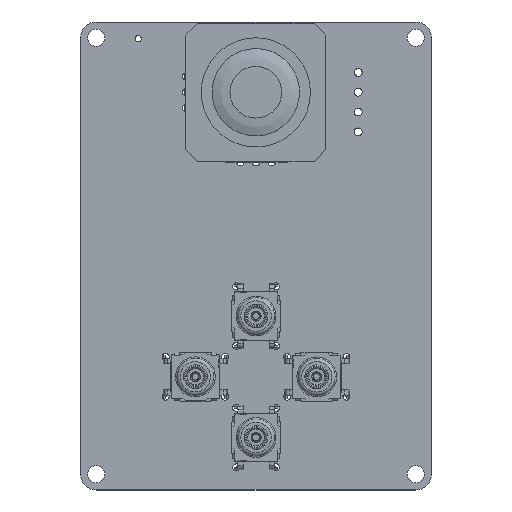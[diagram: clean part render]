
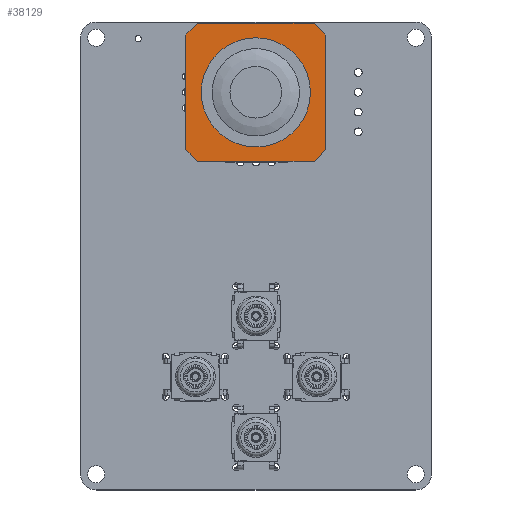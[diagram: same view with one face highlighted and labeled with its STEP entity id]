
A CAD part, top view. The second image highlights one B-rep face of the part: STEP entity #38129.
In plain terms, the highlighted planar face has unit normal (0, 0, 1).
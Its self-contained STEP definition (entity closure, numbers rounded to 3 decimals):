
#37853 = VERTEX_POINT('',#37854);
#37854 = CARTESIAN_POINT('',(13.35,8.975,5.55));
#37870 = EDGE_CURVE('',#37853,#37853,#37871,.T.);
#37871 = CIRCLE('',#37872,4.5);
#37872 = AXIS2_PLACEMENT_3D('',#37873,#37874,#37875);
#37873 = CARTESIAN_POINT('',(8.85,8.975,5.55));
#37874 = DIRECTION('',(0.,0.,-1.));
#37875 = DIRECTION('',(-1.,0.,0.));
#37896 = VERTEX_POINT('',#37897);
#37897 = CARTESIAN_POINT('',(0.,16.45,5.55));
#37903 = EDGE_CURVE('',#37904,#37896,#37906,.T.);
#37904 = VERTEX_POINT('',#37905);
#37905 = CARTESIAN_POINT('',(1.5,17.95,5.55));
#37906 = LINE('',#37907,#37908);
#37907 = CARTESIAN_POINT('',(0.,16.45,5.55));
#37908 = VECTOR('',#37909,1.);
#37909 = DIRECTION('',(-0.707,-0.707,0.));
#37934 = EDGE_CURVE('',#37935,#37904,#37937,.T.);
#37935 = VERTEX_POINT('',#37936);
#37936 = CARTESIAN_POINT('',(16.2,17.95,5.55));
#37937 = LINE('',#37938,#37939);
#37938 = CARTESIAN_POINT('',(16.2,17.95,5.55));
#37939 = VECTOR('',#37940,1.);
#37940 = DIRECTION('',(-1.,0.,0.));
#37965 = EDGE_CURVE('',#37966,#37935,#37968,.T.);
#37966 = VERTEX_POINT('',#37967);
#37967 = CARTESIAN_POINT('',(17.7,16.45,5.55));
#37968 = LINE('',#37969,#37970);
#37969 = CARTESIAN_POINT('',(16.2,17.95,5.55));
#37970 = VECTOR('',#37971,1.);
#37971 = DIRECTION('',(-0.707,0.707,0.));
#37996 = EDGE_CURVE('',#37997,#37966,#37999,.T.);
#37997 = VERTEX_POINT('',#37998);
#37998 = CARTESIAN_POINT('',(17.7,1.5,5.55));
#37999 = LINE('',#38000,#38001);
#38000 = CARTESIAN_POINT('',(17.7,1.5,5.55));
#38001 = VECTOR('',#38002,1.);
#38002 = DIRECTION('',(0.,1.,0.));
#38027 = EDGE_CURVE('',#38028,#37997,#38030,.T.);
#38028 = VERTEX_POINT('',#38029);
#38029 = CARTESIAN_POINT('',(16.2,0.,5.55));
#38030 = LINE('',#38031,#38032);
#38031 = CARTESIAN_POINT('',(16.2,0.,5.55));
#38032 = VECTOR('',#38033,1.);
#38033 = DIRECTION('',(0.707,0.707,0.));
#38058 = EDGE_CURVE('',#38059,#38028,#38061,.T.);
#38059 = VERTEX_POINT('',#38060);
#38060 = CARTESIAN_POINT('',(1.5,0.,5.55));
#38061 = LINE('',#38062,#38063);
#38062 = CARTESIAN_POINT('',(1.5,0.,5.55));
#38063 = VECTOR('',#38064,1.);
#38064 = DIRECTION('',(1.,0.,0.));
#38089 = EDGE_CURVE('',#38090,#38059,#38092,.T.);
#38090 = VERTEX_POINT('',#38091);
#38091 = CARTESIAN_POINT('',(0.,1.5,5.55));
#38092 = LINE('',#38093,#38094);
#38093 = CARTESIAN_POINT('',(0.,1.5,5.55));
#38094 = VECTOR('',#38095,1.);
#38095 = DIRECTION('',(0.707,-0.707,0.));
#38118 = EDGE_CURVE('',#37896,#38090,#38119,.T.);
#38119 = LINE('',#38120,#38121);
#38120 = CARTESIAN_POINT('',(0.,16.45,5.55));
#38121 = VECTOR('',#38122,1.);
#38122 = DIRECTION('',(0.,-1.,0.));
#38129 = ADVANCED_FACE('',(#38130,#38140),#38143,.T.);
#38130 = FACE_BOUND('',#38131,.T.);
#38131 = EDGE_LOOP('',(#38132,#38133,#38134,#38135,#38136,#38137,#38138,
    #38139));
#38132 = ORIENTED_EDGE('',*,*,#38118,.T.);
#38133 = ORIENTED_EDGE('',*,*,#38089,.T.);
#38134 = ORIENTED_EDGE('',*,*,#38058,.T.);
#38135 = ORIENTED_EDGE('',*,*,#38027,.T.);
#38136 = ORIENTED_EDGE('',*,*,#37996,.T.);
#38137 = ORIENTED_EDGE('',*,*,#37965,.T.);
#38138 = ORIENTED_EDGE('',*,*,#37934,.T.);
#38139 = ORIENTED_EDGE('',*,*,#37903,.T.);
#38140 = FACE_BOUND('',#38141,.T.);
#38141 = EDGE_LOOP('',(#38142));
#38142 = ORIENTED_EDGE('',*,*,#37870,.T.);
#38143 = PLANE('',#38144);
#38144 = AXIS2_PLACEMENT_3D('',#38145,#38146,#38147);
#38145 = CARTESIAN_POINT('',(8.85,8.975,5.55));
#38146 = DIRECTION('',(0.,0.,1.));
#38147 = DIRECTION('',(1.,0.,-0.));
